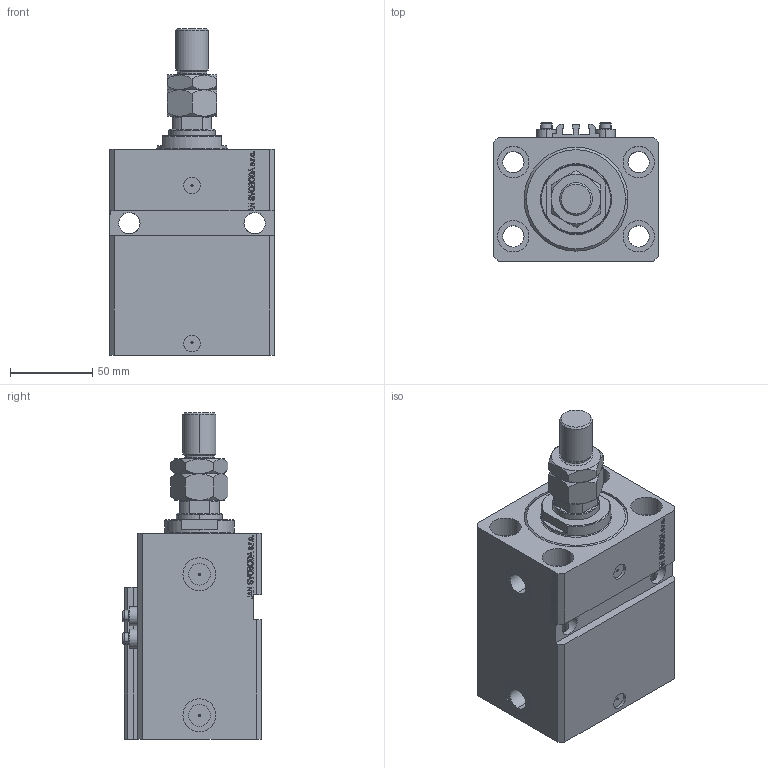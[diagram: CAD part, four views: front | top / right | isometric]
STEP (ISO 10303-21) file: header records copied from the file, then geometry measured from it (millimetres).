
FILE_DESCRIPTION (( 'STEP AP203' ), '1' );
FILE_NAME ('d583.STEP', '2022-04-09T15:27:13', ( '' ), ( '' ), 'SwSTEP 2.0', 'SolidWorks 2019', '' );
FILE_SCHEMA (( 'CONFIG_CONTROL_DESIGN' ));
Length unit declared in the file: millimetre
Products named in the file (6): ALLEN BOLT V250CE cd8e69ac118b7f2985c8417c533b0d45; V250CE_C_VCP cd8e69ac118b7f2985c8417c533b0d45; d583; MTA cd8e69ac118b7f2985c8417c533b0d45; V250CE_VC_E cd8e69ac118b7f2985c8417c533b0d45; V250CE_E_Body cd8e69ac118b7f2985c8417c533b0d45
Assembly tree (8 placements, depth 2):
  d583
    V250CE_E_Body cd8e69ac118b7f2985c8417c533b0d45
    ALLEN BOLT V250CE cd8e69ac118b7f2985c8417c533b0d45  x4
    V250CE_C_VCP cd8e69ac118b7f2985c8417c533b0d45
    V250CE_VC_E cd8e69ac118b7f2985c8417c533b0d45
    MTA cd8e69ac118b7f2985c8417c533b0d45
Bounding box: 100 x 84 x 197.9 mm (x, y, z)
Volume: 810729.2 mm3; surface area: 154956.4 mm2
Topology: 9 solids, 9 shells, 1137 faces, 2832 edges, 1829 vertices
Faces by surface type: plane 550, bspline 357, cylinder 130, cone 84, torus 16
Entity records: 49255 total; most frequent: CARTESIAN_POINT 25461, ORIENTED_EDGE 5354, DIRECTION 3559, EDGE_CURVE 2677, VERTEX_POINT 1745, VECTOR 1609, LINE 1609, EDGE_LOOP 1196
